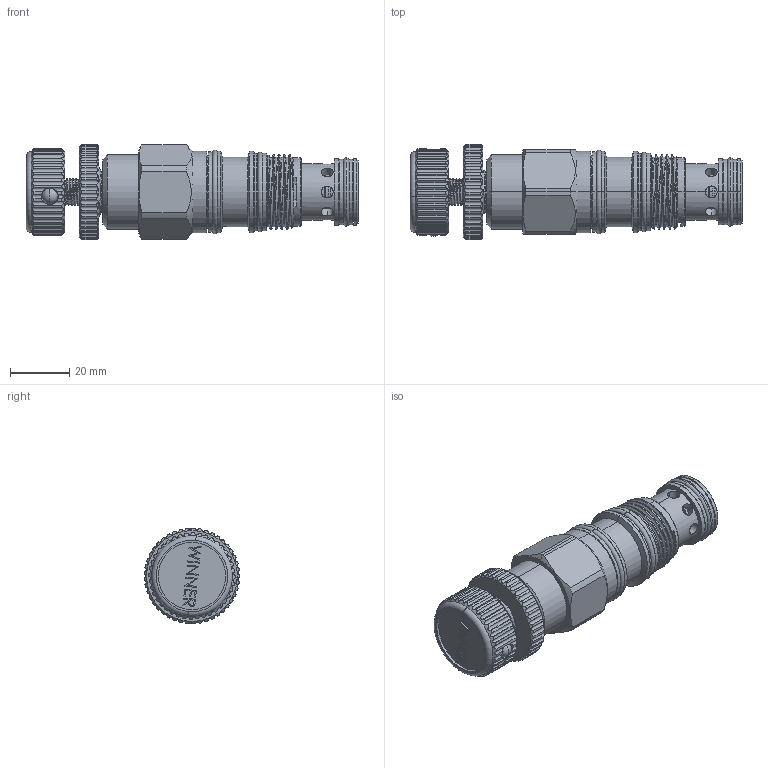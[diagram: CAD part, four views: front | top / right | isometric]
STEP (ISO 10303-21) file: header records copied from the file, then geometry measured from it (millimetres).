
FILE_DESCRIPTION (( 'STEP AP203' ), '1' );
FILE_NAME ('SP2A30-K.STEP', '2020-03-25T01:36:48', ( '' ), ( '' ), 'SwSTEP 2.0', 'SolidWorks 2018', '' );
FILE_SCHEMA (( 'CONFIG_CONTROL_DESIGN' ));
Length unit declared in the file: millimetre
Products named in the file (1): SP2A30-K
Bounding box: 111.77 x 32.18 x 32.2 mm (x, y, z)
Volume: 54142.3 mm3; surface area: 20479.2 mm2
Topology: 12 solids, 12 shells, 1362 faces, 3815 edges, 2425 vertices
Faces by surface type: cylinder 887, plane 217, cone 100, torus 92, bspline 58, sphere 8
Entity records: 99132 total; most frequent: CARTESIAN_POINT 66499, ORIENTED_EDGE 7566, DIRECTION 5521, EDGE_CURVE 3783, VERTEX_POINT 2419, AXIS2_PLACEMENT_3D 2128, EDGE_LOOP 1782, B_SPLINE_CURVE_WITH_KNOTS 1513
